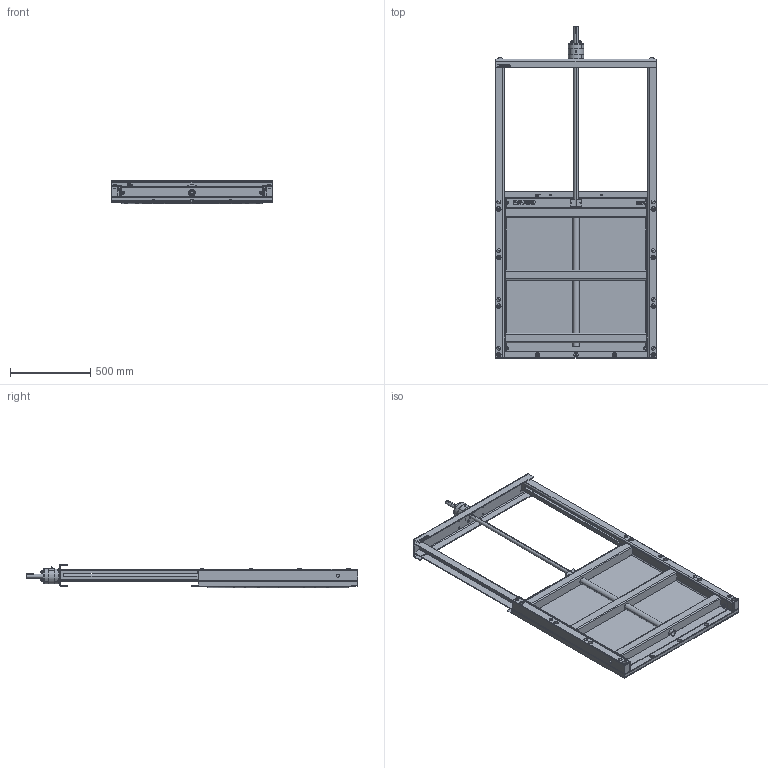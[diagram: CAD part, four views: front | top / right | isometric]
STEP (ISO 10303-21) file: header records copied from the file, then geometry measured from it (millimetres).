
FILE_DESCRIPTION (( 'STEP AP214' ), '1' );
FILE_NAME ('spk-tg Ø800_Ø32.STEP', '2024-10-07T12:22:06', ( '' ), ( '' ), 'SwSTEP 2.0', 'SolidWorks 2023', '' );
FILE_SCHEMA (( 'AUTOMOTIVE_DESIGN' ));
Products named in the file (1): spk-tg Ø800_Ø32
Bounding box: 1000 x 2062.75 x 145 mm (x, y, z)
Surface area: 6115195.1 mm2 (no closed solid volume)
Topology: 0 solids, 140 shells, 630 faces, 4542 edges, 4001 vertices
Faces by surface type: plane 285, cylinder 237, torus 38, cone 35, bspline 19, sphere 16
Entity records: 60500 total; most frequent: CARTESIAN_POINT 28926, ORIENTED_EDGE 5700, DIRECTION 5316, EDGE_CURVE 4542, VERTEX_POINT 4001, VECTOR 2122, LINE 2122, AXIS2_PLACEMENT_3D 1597
